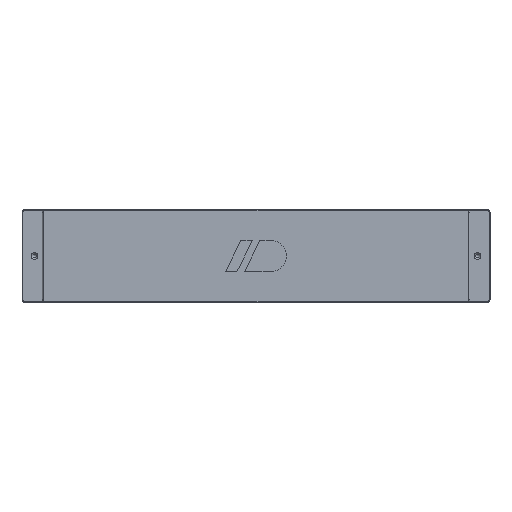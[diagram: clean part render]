
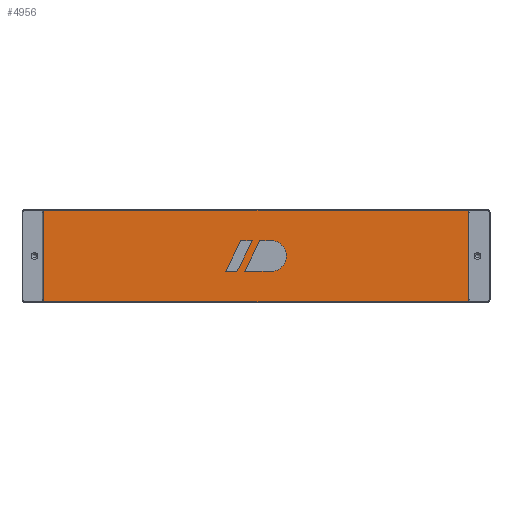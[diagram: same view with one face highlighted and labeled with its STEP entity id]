
A CAD part, top view. The second image highlights one B-rep face of the part: STEP entity #4956.
In plain terms, the highlighted planar face has unit normal (0, 0, 1).
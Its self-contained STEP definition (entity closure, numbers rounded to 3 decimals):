
#266=FACE_BOUND('',#696,.T.);
#267=FACE_BOUND('',#697,.T.);
#281=PLANE('',#5271);
#376=B_SPLINE_CURVE_WITH_KNOTS('',3,(#6913,#6914,#6915,#6916),
 .UNSPECIFIED.,.F.,.F.,(4,4),(-1.503,0.),.UNSPECIFIED.);
#377=B_SPLINE_CURVE_WITH_KNOTS('',3,(#6925,#6926,#6927,#6928),
 .UNSPECIFIED.,.F.,.F.,(4,4),(-1.5,0.),.UNSPECIFIED.);
#412=FACE_OUTER_BOUND('',#695,.T.);
#695=EDGE_LOOP('',(#3349,#3350,#3351,#3352,#3353,#3354,#3355,#3356));
#696=EDGE_LOOP('',(#3357,#3358,#3359,#3360,#3361,#3362));
#697=EDGE_LOOP('',(#3363,#3364,#3365,#3366));
#980=LINE('',#6826,#1402);
#981=LINE('',#6837,#1403);
#983=LINE('',#6849,#1405);
#985=LINE('',#6861,#1407);
#998=LINE('',#6918,#1420);
#999=LINE('',#6920,#1421);
#1000=LINE('',#6922,#1422);
#1001=LINE('',#6924,#1423);
#1002=LINE('',#6931,#1424);
#1003=LINE('',#6933,#1425);
#1004=LINE('',#6935,#1426);
#1005=LINE('',#6936,#1427);
#1402=VECTOR('',#5634,10.);
#1403=VECTOR('',#5647,10.);
#1405=VECTOR('',#5661,10.);
#1407=VECTOR('',#5675,10.);
#1420=VECTOR('',#5708,10.);
#1421=VECTOR('',#5709,10.);
#1422=VECTOR('',#5710,10.);
#1423=VECTOR('',#5711,10.);
#1424=VECTOR('',#5712,10.);
#1425=VECTOR('',#5713,10.);
#1426=VECTOR('',#5714,10.);
#1427=VECTOR('',#5715,10.);
#1826=CIRCLE('',#5246,1.05);
#1830=CIRCLE('',#5252,1.05);
#1834=CIRCLE('',#5258,1.05);
#1837=CIRCLE('',#5263,1.05);
#2003=VERTEX_POINT('',#6819);
#2006=VERTEX_POINT('',#6824);
#2008=VERTEX_POINT('',#6829);
#2010=VERTEX_POINT('',#6835);
#2012=VERTEX_POINT('',#6841);
#2014=VERTEX_POINT('',#6847);
#2016=VERTEX_POINT('',#6853);
#2018=VERTEX_POINT('',#6859);
#2030=VERTEX_POINT('',#6911);
#2031=VERTEX_POINT('',#6912);
#2032=VERTEX_POINT('',#6917);
#2033=VERTEX_POINT('',#6919);
#2034=VERTEX_POINT('',#6921);
#2035=VERTEX_POINT('',#6923);
#2036=VERTEX_POINT('',#6929);
#2037=VERTEX_POINT('',#6930);
#2038=VERTEX_POINT('',#6932);
#2039=VERTEX_POINT('',#6934);
#2518=EDGE_CURVE('',#2006,#2003,#980,.T.);
#2520=EDGE_CURVE('',#2008,#2006,#1826,.T.);
#2523=EDGE_CURVE('',#2010,#2008,#981,.T.);
#2526=EDGE_CURVE('',#2012,#2010,#1830,.T.);
#2529=EDGE_CURVE('',#2014,#2012,#983,.T.);
#2532=EDGE_CURVE('',#2016,#2014,#1834,.T.);
#2535=EDGE_CURVE('',#2018,#2016,#985,.T.);
#2537=EDGE_CURVE('',#2003,#2018,#1837,.T.);
#2554=EDGE_CURVE('',#2030,#2031,#376,.F.);
#2555=EDGE_CURVE('',#2031,#2032,#998,.F.);
#2556=EDGE_CURVE('',#2032,#2033,#999,.F.);
#2557=EDGE_CURVE('',#2033,#2034,#1000,.F.);
#2558=EDGE_CURVE('',#2034,#2035,#1001,.F.);
#2559=EDGE_CURVE('',#2035,#2030,#377,.F.);
#2560=EDGE_CURVE('',#2036,#2037,#1002,.F.);
#2561=EDGE_CURVE('',#2037,#2038,#1003,.F.);
#2562=EDGE_CURVE('',#2038,#2039,#1004,.F.);
#2563=EDGE_CURVE('',#2039,#2036,#1005,.F.);
#3349=ORIENTED_EDGE('',*,*,#2518,.F.);
#3350=ORIENTED_EDGE('',*,*,#2520,.F.);
#3351=ORIENTED_EDGE('',*,*,#2523,.F.);
#3352=ORIENTED_EDGE('',*,*,#2526,.F.);
#3353=ORIENTED_EDGE('',*,*,#2529,.F.);
#3354=ORIENTED_EDGE('',*,*,#2532,.F.);
#3355=ORIENTED_EDGE('',*,*,#2535,.F.);
#3356=ORIENTED_EDGE('',*,*,#2537,.F.);
#3357=ORIENTED_EDGE('',*,*,#2554,.T.);
#3358=ORIENTED_EDGE('',*,*,#2555,.T.);
#3359=ORIENTED_EDGE('',*,*,#2556,.T.);
#3360=ORIENTED_EDGE('',*,*,#2557,.T.);
#3361=ORIENTED_EDGE('',*,*,#2558,.T.);
#3362=ORIENTED_EDGE('',*,*,#2559,.T.);
#3363=ORIENTED_EDGE('',*,*,#2560,.T.);
#3364=ORIENTED_EDGE('',*,*,#2561,.T.);
#3365=ORIENTED_EDGE('',*,*,#2562,.T.);
#3366=ORIENTED_EDGE('',*,*,#2563,.T.);
#4956=ADVANCED_FACE('',(#412,#266,#267),#281,.T.);
#5246=AXIS2_PLACEMENT_3D('',#6831,#5639,#5640);
#5252=AXIS2_PLACEMENT_3D('',#6843,#5653,#5654);
#5258=AXIS2_PLACEMENT_3D('',#6855,#5667,#5668);
#5263=AXIS2_PLACEMENT_3D('',#6864,#5679,#5680);
#5271=AXIS2_PLACEMENT_3D('',#6910,#5706,#5707);
#5634=DIRECTION('',(-1.,0.,0.));
#5639=DIRECTION('center_axis',(0.,0.,-1.));
#5640=DIRECTION('ref_axis',(0.707,-0.707,0.));
#5647=DIRECTION('',(0.,-1.,0.));
#5653=DIRECTION('center_axis',(0.,0.,-1.));
#5654=DIRECTION('ref_axis',(0.707,0.707,0.));
#5661=DIRECTION('',(1.,0.,0.));
#5667=DIRECTION('center_axis',(0.,0.,-1.));
#5668=DIRECTION('ref_axis',(-0.707,0.707,0.));
#5675=DIRECTION('',(0.,1.,0.));
#5679=DIRECTION('center_axis',(0.,0.,-1.));
#5680=DIRECTION('ref_axis',(-0.707,-0.707,0.));
#5706=DIRECTION('center_axis',(0.,0.,1.));
#5707=DIRECTION('ref_axis',(-1.,0.,0.));
#5708=DIRECTION('',(1.,0.,0.));
#5709=DIRECTION('',(-0.447,-0.894,0.));
#5710=DIRECTION('',(-1.,0.,0.));
#5711=DIRECTION('',(-1.,0.002,0.));
#5712=DIRECTION('',(-1.,0.,0.));
#5713=DIRECTION('',(0.447,0.894,0.));
#5714=DIRECTION('',(1.,0.,0.));
#5715=DIRECTION('',(-0.447,-0.894,0.));
#6819=CARTESIAN_POINT('',(15.794,24.211,-9.));
#6824=CARTESIAN_POINT('',(280.144,24.211,-9.));
#6826=CARTESIAN_POINT('',(221.233,24.211,-9.));
#6829=CARTESIAN_POINT('',(281.194,25.261,-9.));
#6831=CARTESIAN_POINT('Origin',(280.144,25.261,-9.));
#6835=CARTESIAN_POINT('',(281.194,80.261,-9.));
#6837=CARTESIAN_POINT('',(281.194,76.811,-9.));
#6841=CARTESIAN_POINT('',(280.144,81.311,-9.));
#6843=CARTESIAN_POINT('Origin',(280.144,80.261,-9.));
#6847=CARTESIAN_POINT('',(15.794,81.311,-9.));
#6849=CARTESIAN_POINT('',(196.332,81.311,-9.));
#6853=CARTESIAN_POINT('',(14.744,80.261,-9.));
#6855=CARTESIAN_POINT('Origin',(15.794,80.261,-9.));
#6859=CARTESIAN_POINT('',(14.744,25.261,-9.));
#6861=CARTESIAN_POINT('',(14.744,76.811,-9.));
#6864=CARTESIAN_POINT('Origin',(15.794,25.261,-9.));
#6910=CARTESIAN_POINT('Origin',(147.97,52.761,-9.));
#6911=CARTESIAN_POINT('',(167.019,52.761,-9.));
#6912=CARTESIAN_POINT('',(157.494,43.236,-9.));
#6913=CARTESIAN_POINT('Ctrl Pts',(157.494,43.236,-9.));
#6914=CARTESIAN_POINT('Ctrl Pts',(162.751,43.236,-9.));
#6915=CARTESIAN_POINT('Ctrl Pts',(167.019,47.504,-9.));
#6916=CARTESIAN_POINT('Ctrl Pts',(167.019,52.761,-9.));
#6917=CARTESIAN_POINT('',(140.825,43.236,-9.));
#6918=CARTESIAN_POINT('',(152.732,43.236,-9.));
#6919=CARTESIAN_POINT('',(150.35,62.286,-9.));
#6920=CARTESIAN_POINT('',(143.445,48.475,-9.));
#6921=CARTESIAN_POINT('',(157.494,62.286,-9.));
#6922=CARTESIAN_POINT('',(149.16,62.286,-9.));
#6923=CARTESIAN_POINT('',(157.525,62.286,-9.));
#6924=CARTESIAN_POINT('',(152.74,62.294,-9.));
#6925=CARTESIAN_POINT('Ctrl Pts',(167.019,52.761,-9.));
#6926=CARTESIAN_POINT('Ctrl Pts',(167.019,58.008,-9.));
#6927=CARTESIAN_POINT('Ctrl Pts',(162.768,62.269,-9.));
#6928=CARTESIAN_POINT('Ctrl Pts',(157.525,62.286,-9.));
#6929=CARTESIAN_POINT('',(138.444,62.286,-9.));
#6930=CARTESIAN_POINT('',(145.588,62.286,-9.));
#6931=CARTESIAN_POINT('',(143.207,62.286,-9.));
#6932=CARTESIAN_POINT('',(136.063,43.236,-9.));
#6933=CARTESIAN_POINT('',(143.921,58.953,-9.));
#6934=CARTESIAN_POINT('',(128.919,43.236,-9.));
#6935=CARTESIAN_POINT('',(142.016,43.236,-9.));
#6936=CARTESIAN_POINT('',(132.729,50.856,-9.));
